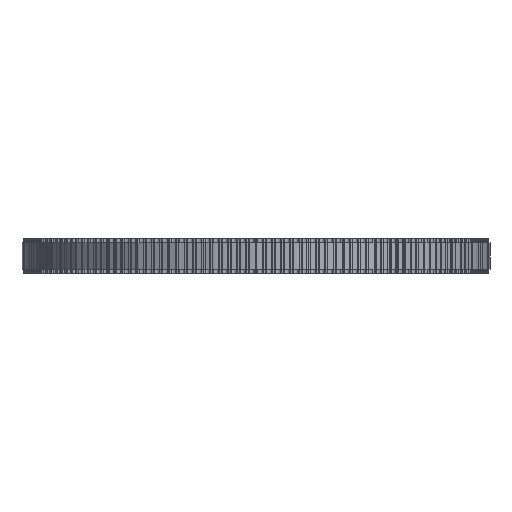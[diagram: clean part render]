
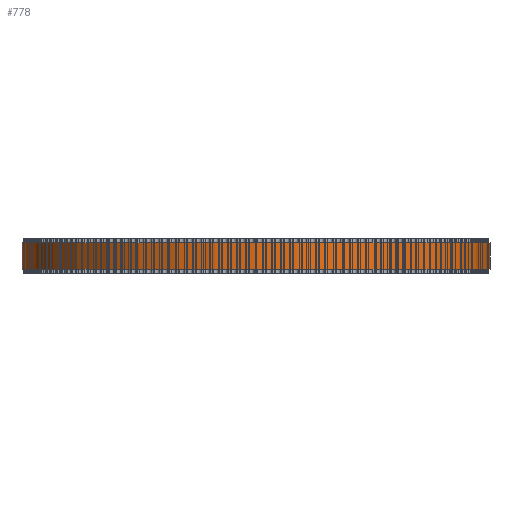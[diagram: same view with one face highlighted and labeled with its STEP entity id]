
A CAD part, front view. The second image highlights one B-rep face of the part: STEP entity #778.
In plain terms, the highlighted cylindrical face has radius 52.203 mm (diameter 104.406 mm), a full revolution.
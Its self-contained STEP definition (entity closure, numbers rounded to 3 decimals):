
#97=FACE_BOUND('',#2752,.T.);
#98=FACE_BOUND('',#2753,.T.);
#778=ADVANCED_FACE('',(#97,#98),#1435,.T.);
#1435=CYLINDRICAL_SURFACE('',#14575,52.203);
#2752=EDGE_LOOP('',(#8002));
#2753=EDGE_LOOP('',(#8003));
#8002=ORIENTED_EDGE('',*,*,#11286,.T.);
#8003=ORIENTED_EDGE('',*,*,#11287,.T.);
#9316=VERTEX_POINT('',#23120);
#9317=VERTEX_POINT('',#23122);
#11286=EDGE_CURVE('',#9316,#9316,#12600,.T.);
#11287=EDGE_CURVE('',#9317,#9317,#12601,.T.);
#12600=CIRCLE('',#14573,52.203);
#12601=CIRCLE('',#14574,52.203);
#14573=AXIS2_PLACEMENT_3D('',#23119,#19174,#19175);
#14574=AXIS2_PLACEMENT_3D('',#23121,#19176,#19177);
#14575=AXIS2_PLACEMENT_3D('',#23123,#19178,#19179);
#19174=DIRECTION('',(0.,0.,1.));
#19175=DIRECTION('',(1.,0.,0.));
#19176=DIRECTION('',(0.,0.,-1.));
#19177=DIRECTION('',(1.,0.,0.));
#19178=DIRECTION('',(0.,0.,1.));
#19179=DIRECTION('',(1.,0.,0.));
#23119=CARTESIAN_POINT('',(0.,0.,1.));
#23120=CARTESIAN_POINT('',(52.203,0.,1.));
#23121=CARTESIAN_POINT('',(0.,0.,7.));
#23122=CARTESIAN_POINT('',(52.203,0.,7.));
#23123=CARTESIAN_POINT('',(0.,0.,1.));
